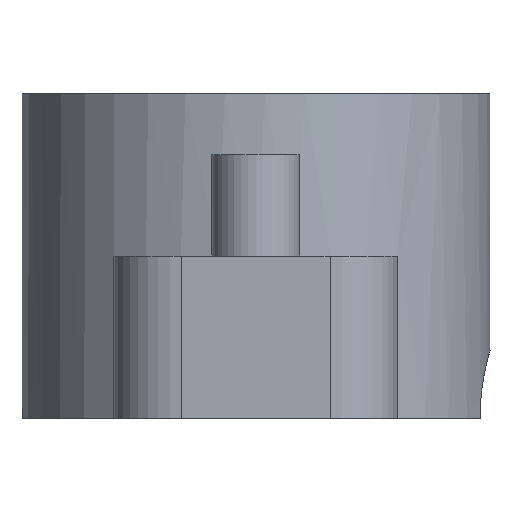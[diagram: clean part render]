
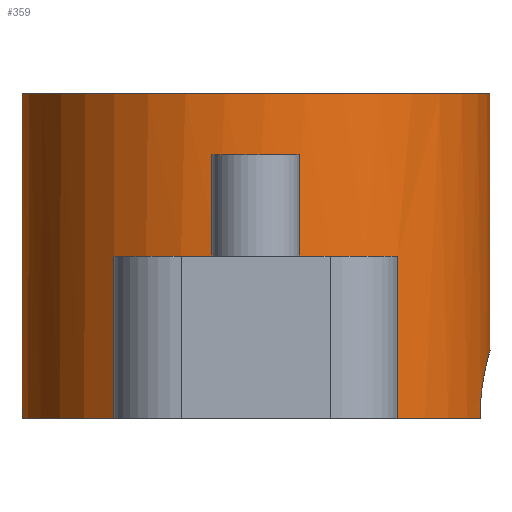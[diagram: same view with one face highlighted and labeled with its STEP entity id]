
A CAD part, left-side view. The second image highlights one B-rep face of the part: STEP entity #359.
In plain terms, the highlighted cylindrical face has radius 34.699 mm (diameter 69.397 mm), a full revolution.
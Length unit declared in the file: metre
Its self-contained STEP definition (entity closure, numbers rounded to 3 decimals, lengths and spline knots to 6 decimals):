
#25=LINE('',#559,#56);
#26=LINE('',#563,#57);
#56=VECTOR('',#439,1.);
#57=VECTOR('',#442,1.);
#87=B_SPLINE_CURVE_WITH_KNOTS('',3,(#544,#545,#546,#547,#548,#549,#550,
#551,#552,#553,#554),.UNSPECIFIED.,.F.,.F.,(4,1,1,1,1,1,1,1,4),(0.,
0.003928,0.007855,0.011783,0.015711,
0.019638,0.023566,0.027493,0.031421),
 .UNSPECIFIED.);
#88=ORIENTED_EDGE('',*,*,#186,.F.);
#89=ORIENTED_EDGE('',*,*,#187,.T.);
#90=ORIENTED_EDGE('',*,*,#188,.T.);
#91=ORIENTED_EDGE('',*,*,#189,.F.);
#92=ORIENTED_EDGE('',*,*,#190,.T.);
#93=ORIENTED_EDGE('',*,*,#191,.T.);
#94=ORIENTED_EDGE('',*,*,#192,.T.);
#186=EDGE_CURVE('',#235,#235,#270,.T.);
#187=EDGE_CURVE('',#236,#237,#87,.T.);
#188=EDGE_CURVE('',#237,#238,#271,.T.);
#189=EDGE_CURVE('',#239,#238,#25,.T.);
#190=EDGE_CURVE('',#239,#240,#272,.T.);
#191=EDGE_CURVE('',#240,#241,#26,.T.);
#192=EDGE_CURVE('',#241,#236,#273,.T.);
#235=VERTEX_POINT('',#543);
#236=VERTEX_POINT('',#555);
#237=VERTEX_POINT('',#556);
#238=VERTEX_POINT('',#558);
#239=VERTEX_POINT('',#560);
#240=VERTEX_POINT('',#562);
#241=VERTEX_POINT('',#564);
#270=CIRCLE('',#394,0.034698);
#271=CIRCLE('',#395,0.034698);
#272=CIRCLE('',#396,0.034698);
#273=CIRCLE('',#397,0.034698);
#287=EDGE_LOOP('',(#88));
#288=EDGE_LOOP('',(#89,#90,#91,#92,#93,#94));
#319=FACE_BOUND('',#287,.T.);
#320=FACE_BOUND('',#288,.T.);
#351=CYLINDRICAL_SURFACE('',#393,0.034698);
#359=ADVANCED_FACE('',(#319,#320),#351,.T.);
#393=AXIS2_PLACEMENT_3D('',#541,#433,#434);
#394=AXIS2_PLACEMENT_3D('',#542,#435,#436);
#395=AXIS2_PLACEMENT_3D('',#557,#437,#438);
#396=AXIS2_PLACEMENT_3D('',#561,#440,#441);
#397=AXIS2_PLACEMENT_3D('',#565,#443,#444);
#433=DIRECTION('',(0.,0.,-1.));
#434=DIRECTION('',(-1.,0.,0.));
#435=DIRECTION('',(0.,0.,1.));
#436=DIRECTION('',(1.,0.,0.));
#437=DIRECTION('',(0.,0.,1.));
#438=DIRECTION('',(1.,0.,0.));
#439=DIRECTION('',(0.,0.,-1.));
#440=DIRECTION('',(0.,0.,1.));
#441=DIRECTION('',(1.,0.,0.));
#442=DIRECTION('',(0.,0.,-1.));
#443=DIRECTION('',(0.,0.,1.));
#444=DIRECTION('',(1.,0.,0.));
#541=CARTESIAN_POINT('',(0.077622,0.,0.048));
#542=CARTESIAN_POINT('',(0.077622,0.,0.048));
#543=CARTESIAN_POINT('',(0.112321,0.,0.048));
#544=CARTESIAN_POINT('',(0.067622,-0.033226,0.));
#545=CARTESIAN_POINT('',(0.067622,-0.033226,0.001329));
#546=CARTESIAN_POINT('',(0.068152,-0.033392,0.003942));
#547=CARTESIAN_POINT('',(0.07037,-0.033972,0.007253));
#548=CARTESIAN_POINT('',(0.073673,-0.03454,0.009468));
#549=CARTESIAN_POINT('',(0.077611,-0.034777,0.010264));
#550=CARTESIAN_POINT('',(0.081559,-0.034542,0.009476));
#551=CARTESIAN_POINT('',(0.084874,-0.033973,0.007254));
#552=CARTESIAN_POINT('',(0.08709,-0.033393,0.003948));
#553=CARTESIAN_POINT('',(0.087622,-0.033226,0.001329));
#554=CARTESIAN_POINT('',(0.087622,-0.033226,0.));
#555=CARTESIAN_POINT('',(0.067622,-0.033226,0.));
#556=CARTESIAN_POINT('',(0.087622,-0.033226,0.));
#557=CARTESIAN_POINT('',(0.077622,0.,0.));
#558=CARTESIAN_POINT('',(0.05,0.021,0.));
#559=CARTESIAN_POINT('',(0.05,0.021,0.024));
#560=CARTESIAN_POINT('',(0.05,0.021,0.024));
#561=CARTESIAN_POINT('',(0.077622,0.,0.024));
#562=CARTESIAN_POINT('',(0.05,-0.021,0.024));
#563=CARTESIAN_POINT('',(0.05,-0.021,0.024));
#564=CARTESIAN_POINT('',(0.05,-0.021,0.));
#565=CARTESIAN_POINT('',(0.077622,0.,0.));
